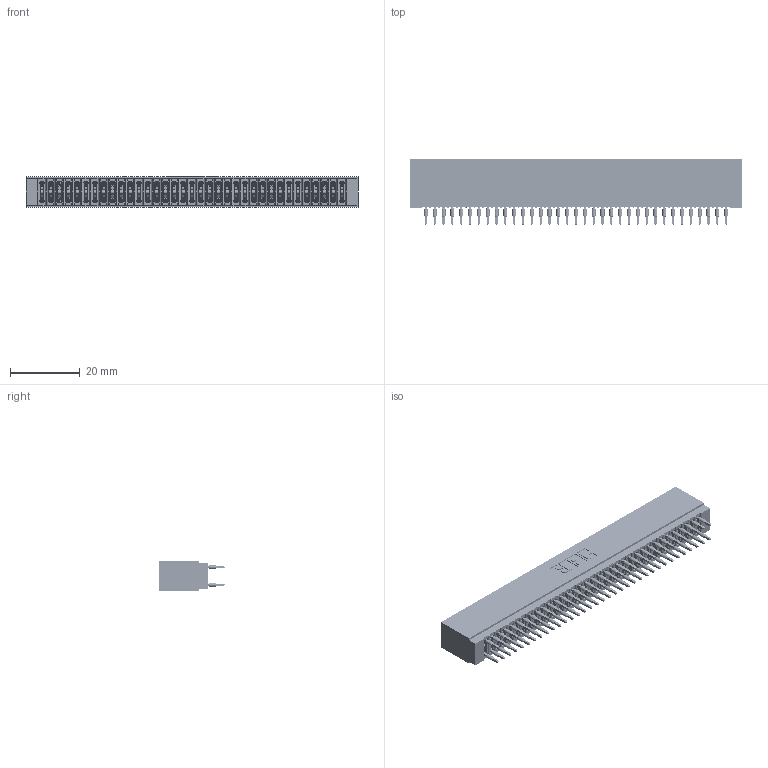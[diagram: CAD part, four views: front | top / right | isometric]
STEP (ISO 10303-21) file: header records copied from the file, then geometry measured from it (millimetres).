
FILE_DESCRIPTION (( 'STEP AP203' ), '1' );
FILE_NAME ('725-070-560-201.STEP', '2026-02-24T18:38:29', ( '' ), ( '' ), 'SwSTEP 2.0', 'SolidWorks 2023', '' );
FILE_SCHEMA (( 'CONFIG_CONTROL_DESIGN' ));
Length unit declared in the file: millimetre
Products named in the file (3): 745-292-001_560; 725-070-560-201; 725 Part_Insulator Option - 01
Assembly tree (71 placements, depth 2):
  725-070-560-201
    725 Part_Insulator Option - 01
    745-292-001_560  x70
Bounding box: 95.5 x 18.8 x 8.89 mm (x, y, z)
Volume: 7867.4 mm3; surface area: 17571 mm2
Topology: 71 solids, 71 shells, 6990 faces, 19119 edges, 12138 vertices
Faces by surface type: plane 3625, cylinder 1545, bspline 1400, torus 420
Entity records: 60166 total; most frequent: CARTESIAN_POINT 10941, ORIENTED_EDGE 10362, DIRECTION 9065, EDGE_CURVE 5181, LINE 4781, VECTOR 4781, VERTEX_POINT 3306, AXIS2_PLACEMENT_3D 2142
